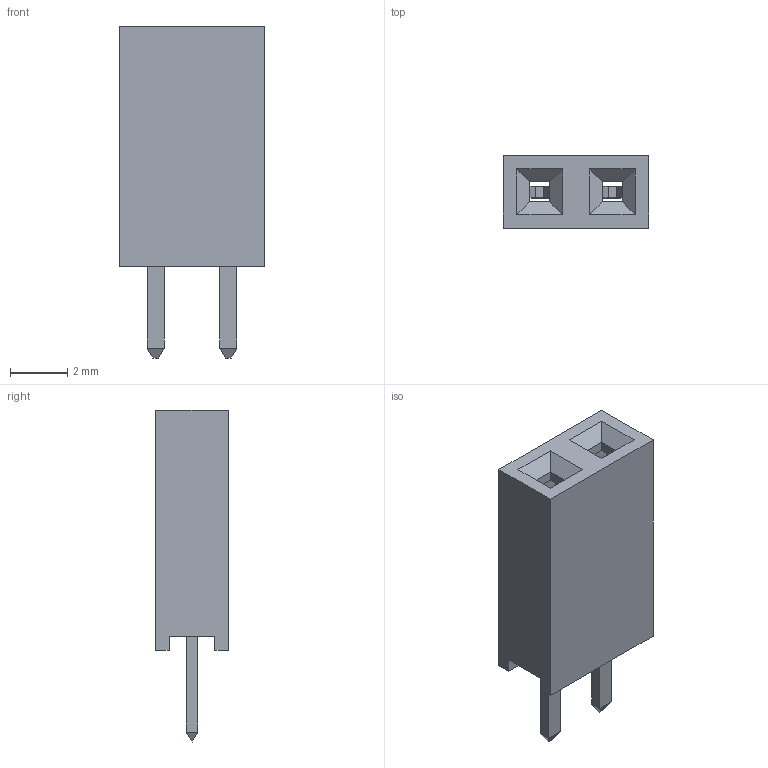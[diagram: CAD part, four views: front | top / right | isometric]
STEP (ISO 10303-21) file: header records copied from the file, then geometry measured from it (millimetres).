
FILE_DESCRIPTION (( 'STEP AP214' ), '1' );
FILE_NAME ('User Library-PBS-02.STEP', '2017-11-16T05:55:21', ( '' ), ( '' ), 'SwSTEP 2.0', 'SolidWorks 2017', '' );
FILE_SCHEMA (( 'AUTOMOTIVE_DESIGN' ));
Length unit declared in the file: millimetre
Products named in the file (1): User Library-PBS-02
Bounding box: 5.08 x 2.54 x 11.6 mm (x, y, z)
Volume: 64.7 mm3; surface area: 319.5 mm2
Topology: 1 solids, 1 shells, 68 faces, 194 edges, 124 vertices
Faces by surface type: plane 64, cylinder 4
Entity records: 2549 total; most frequent: ORIENTED_EDGE 388, CARTESIAN_POINT 387, DIRECTION 340, EDGE_CURVE 194, LINE 186, VECTOR 186, VERTEX_POINT 124, AXIS2_PLACEMENT_3D 77
